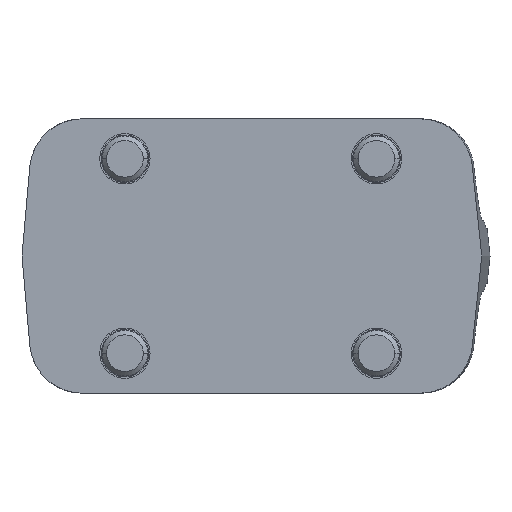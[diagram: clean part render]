
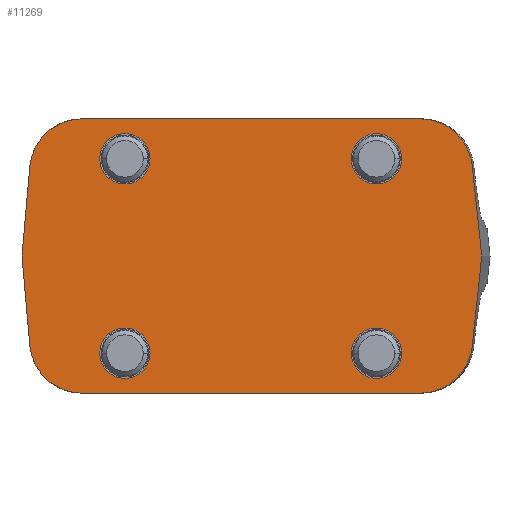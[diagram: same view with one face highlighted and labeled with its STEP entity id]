
A CAD part, left-side view. The second image highlights one B-rep face of the part: STEP entity #11269.
In plain terms, the highlighted planar face has unit normal (-1, 0, 0).
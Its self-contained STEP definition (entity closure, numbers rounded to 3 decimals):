
#248=CARTESIAN_POINT('',(-69.,94.675,37.));
#249=DIRECTION('',(-1.,0.,0.));
#250=DIRECTION('',(0.,0.,1.));
#251=AXIS2_PLACEMENT_3D('',#248,#249,#250);
#253=CARTESIAN_POINT('',(-69.,-52.963,60.));
#254=CARTESIAN_POINT('',(-69.,-54.69,60.));
#255=CARTESIAN_POINT('',(-69.,-57.809,59.628));
#256=CARTESIAN_POINT('',(-69.,-63.184,57.925));
#257=CARTESIAN_POINT('',(-69.,-68.648,54.402));
#258=CARTESIAN_POINT('',(-69.,-72.73,49.345));
#259=CARTESIAN_POINT('',(-69.,-74.99,44.183));
#260=CARTESIAN_POINT('',(-69.,-75.688,41.122));
#261=CARTESIAN_POINT('',(-69.,-75.869,39.404));
#263=CARTESIAN_POINT('',(-69.,-52.963,-60.));
#264=CARTESIAN_POINT('',(-69.,-54.69,-60.));
#265=CARTESIAN_POINT('',(-69.,-57.809,-59.628));
#266=CARTESIAN_POINT('',(-69.,-63.184,-57.925));
#267=CARTESIAN_POINT('',(-69.,-68.648,-54.402));
#268=CARTESIAN_POINT('',(-69.,-72.73,-49.345));
#269=CARTESIAN_POINT('',(-69.,-74.99,-44.183));
#270=CARTESIAN_POINT('',(-69.,-75.688,-41.122));
#271=CARTESIAN_POINT('',(-69.,-75.869,-39.404));
#273=CARTESIAN_POINT('',(-69.,94.675,-37.));
#274=DIRECTION('',(1.,0.,0.));
#275=DIRECTION('',(0.,0.,-1.));
#276=AXIS2_PLACEMENT_3D('',#273,#274,#275);
#278=CARTESIAN_POINT('',(-69.,-34.,42.5));
#279=DIRECTION('',(1.,0.,0.));
#280=DIRECTION('',(0.,-1.,0.));
#281=AXIS2_PLACEMENT_3D('',#278,#279,#280);
#283=CARTESIAN_POINT('',(-69.,-34.,42.5));
#284=DIRECTION('',(1.,0.,0.));
#285=DIRECTION('',(0.,1.,0.));
#286=AXIS2_PLACEMENT_3D('',#283,#284,#285);
#288=CARTESIAN_POINT('',(-69.,-34.,-42.5));
#289=DIRECTION('',(1.,0.,0.));
#290=DIRECTION('',(0.,-1.,0.));
#291=AXIS2_PLACEMENT_3D('',#288,#289,#290);
#293=CARTESIAN_POINT('',(-69.,-34.,-42.5));
#294=DIRECTION('',(1.,0.,0.));
#295=DIRECTION('',(0.,1.,0.));
#296=AXIS2_PLACEMENT_3D('',#293,#294,#295);
#298=CARTESIAN_POINT('',(-69.,76.,42.5));
#299=DIRECTION('',(1.,0.,0.));
#300=DIRECTION('',(0.,-1.,0.));
#301=AXIS2_PLACEMENT_3D('',#298,#299,#300);
#303=CARTESIAN_POINT('',(-69.,76.,42.5));
#304=DIRECTION('',(1.,0.,0.));
#305=DIRECTION('',(0.,1.,0.));
#306=AXIS2_PLACEMENT_3D('',#303,#304,#305);
#308=CARTESIAN_POINT('',(-69.,76.,-42.5));
#309=DIRECTION('',(1.,0.,0.));
#310=DIRECTION('',(0.,-1.,0.));
#311=AXIS2_PLACEMENT_3D('',#308,#309,#310);
#313=CARTESIAN_POINT('',(-69.,76.,-42.5));
#314=DIRECTION('',(1.,0.,0.));
#315=DIRECTION('',(0.,1.,0.));
#316=AXIS2_PLACEMENT_3D('',#313,#314,#315);
#318=DIRECTION('',(0.,-0.087,0.996));
#319=VECTOR('',#318,39.154);
#320=CARTESIAN_POINT('',(-69.,121.,0.));
#321=LINE('',#320,#319);
#334=DIRECTION('',(0.,-0.087,-0.996));
#335=VECTOR('',#334,39.154);
#336=CARTESIAN_POINT('',(-69.,121.,0.));
#337=LINE('',#336,#335);
#351=DIRECTION('',(0.,1.,0.));
#352=VECTOR('',#351,147.638);
#353=CARTESIAN_POINT('',(-69.,-52.963,-60.));
#354=LINE('',#353,#352);
#368=DIRECTION('',(0.,0.105,-0.995));
#369=VECTOR('',#368,39.622);
#370=CARTESIAN_POINT('',(-69.,-80.016,0.));
#371=LINE('',#370,#369);
#391=DIRECTION('',(0.,0.105,0.995));
#392=VECTOR('',#391,39.622);
#393=CARTESIAN_POINT('',(-69.,-80.016,0.));
#394=LINE('',#393,#392);
#418=DIRECTION('',(0.,1.,0.));
#419=VECTOR('',#418,147.638);
#420=CARTESIAN_POINT('',(-69.,-52.963,60.));
#421=LINE('',#420,#419);
#10668=CARTESIAN_POINT('',(-69.,121.,0.));
#10669=CARTESIAN_POINT('',(-69.,117.588,39.005));
#10670=VERTEX_POINT('',#10668);
#10671=VERTEX_POINT('',#10669);
#10672=CARTESIAN_POINT('',(-69.,117.588,-39.005));
#10673=VERTEX_POINT('',#10672);
#10674=CARTESIAN_POINT('',(-69.,-80.016,0.));
#10675=CARTESIAN_POINT('',(-69.,-75.869,39.404));
#10676=VERTEX_POINT('',#10674);
#10677=VERTEX_POINT('',#10675);
#10678=CARTESIAN_POINT('',(-69.,-75.869,-39.404));
#10679=VERTEX_POINT('',#10678);
#10741=CARTESIAN_POINT('',(-69.,-52.963,60.));
#10742=CARTESIAN_POINT('',(-69.,94.675,60.));
#10743=VERTEX_POINT('',#10741);
#10744=VERTEX_POINT('',#10742);
#10745=CARTESIAN_POINT('',(-69.,-52.963,-60.));
#10746=CARTESIAN_POINT('',(-69.,94.675,-60.));
#10747=VERTEX_POINT('',#10745);
#10748=VERTEX_POINT('',#10746);
#10767=CARTESIAN_POINT('',(-69.,-45.,42.5));
#10768=CARTESIAN_POINT('',(-69.,-23.,42.5));
#10769=VERTEX_POINT('',#10767);
#10770=VERTEX_POINT('',#10768);
#10781=CARTESIAN_POINT('',(-69.,-45.,-42.5));
#10782=CARTESIAN_POINT('',(-69.,-23.,-42.5));
#10783=VERTEX_POINT('',#10781);
#10784=VERTEX_POINT('',#10782);
#10801=CARTESIAN_POINT('',(-69.,65.,42.5));
#10802=CARTESIAN_POINT('',(-69.,87.,42.5));
#10803=VERTEX_POINT('',#10801);
#10804=VERTEX_POINT('',#10802);
#10821=CARTESIAN_POINT('',(-69.,65.,-42.5));
#10822=CARTESIAN_POINT('',(-69.,87.,-42.5));
#10823=VERTEX_POINT('',#10821);
#10824=VERTEX_POINT('',#10822);
#11219=CARTESIAN_POINT('',(-69.,141.475,63.04));
#11220=DIRECTION('',(1.,0.,0.));
#11221=DIRECTION('',(0.,0.,-1.));
#11222=AXIS2_PLACEMENT_3D('',#11219,#11220,#11221);
#11223=PLANE('',#11222);
#11225=ORIENTED_EDGE('',*,*,#11224,.T.);
#11227=ORIENTED_EDGE('',*,*,#11226,.F.);
#11229=ORIENTED_EDGE('',*,*,#11228,.F.);
#11231=ORIENTED_EDGE('',*,*,#11230,.T.);
#11233=ORIENTED_EDGE('',*,*,#11232,.F.);
#11235=ORIENTED_EDGE('',*,*,#11234,.T.);
#11237=ORIENTED_EDGE('',*,*,#11236,.F.);
#11239=ORIENTED_EDGE('',*,*,#11238,.T.);
#11241=ORIENTED_EDGE('',*,*,#11240,.T.);
#11243=ORIENTED_EDGE('',*,*,#11242,.F.);
#11244=EDGE_LOOP('',(#11225,#11227,#11229,#11231,#11233,#11235,#11237,#11239,
#11241,#11243));
#11245=FACE_OUTER_BOUND('',#11244,.F.);
#11247=ORIENTED_EDGE('',*,*,#11246,.F.);
#11249=ORIENTED_EDGE('',*,*,#11248,.F.);
#11250=EDGE_LOOP('',(#11247,#11249));
#11251=FACE_BOUND('',#11250,.F.);
#11253=ORIENTED_EDGE('',*,*,#11252,.F.);
#11255=ORIENTED_EDGE('',*,*,#11254,.F.);
#11256=EDGE_LOOP('',(#11253,#11255));
#11257=FACE_BOUND('',#11256,.F.);
#11259=ORIENTED_EDGE('',*,*,#11258,.F.);
#11260=ORIENTED_EDGE('',*,*,#11209,.F.);
#11261=EDGE_LOOP('',(#11259,#11260));
#11262=FACE_BOUND('',#11261,.F.);
#11264=ORIENTED_EDGE('',*,*,#11263,.F.);
#11266=ORIENTED_EDGE('',*,*,#11265,.F.);
#11267=EDGE_LOOP('',(#11264,#11266));
#11268=FACE_BOUND('',#11267,.F.);
#11269=ADVANCED_FACE('',(#11245,#11251,#11257,#11262,#11268),#11223,.F.);
#252=CIRCLE('',#251,23.);
#262=B_SPLINE_CURVE_WITH_KNOTS('',3,(#253,#254,#255,#256,#257,#258,#259,#260,
#261),.UNSPECIFIED.,.F.,.F.,(4,1,1,1,1,1,4),(0.,0.125,0.25,0.5,0.75,
0.875,1.),.UNSPECIFIED.);
#272=B_SPLINE_CURVE_WITH_KNOTS('',3,(#263,#264,#265,#266,#267,#268,#269,#270,
#271),.UNSPECIFIED.,.F.,.F.,(4,1,1,1,1,1,4),(0.,0.125,0.25,0.5,0.75,
0.875,1.),.UNSPECIFIED.);
#277=CIRCLE('',#276,23.);
#282=CIRCLE('',#281,11.);
#287=CIRCLE('',#286,11.);
#292=CIRCLE('',#291,11.);
#297=CIRCLE('',#296,11.);
#302=CIRCLE('',#301,11.);
#307=CIRCLE('',#306,11.);
#312=CIRCLE('',#311,11.);
#317=CIRCLE('',#316,11.);
#11209=EDGE_CURVE('',#10804,#10803,#307,.T.);
#11224=EDGE_CURVE('',#10670,#10671,#321,.T.);
#11226=EDGE_CURVE('',#10744,#10671,#252,.T.);
#11228=EDGE_CURVE('',#10743,#10744,#421,.T.);
#11230=EDGE_CURVE('',#10743,#10677,#262,.T.);
#11232=EDGE_CURVE('',#10676,#10677,#394,.T.);
#11234=EDGE_CURVE('',#10676,#10679,#371,.T.);
#11236=EDGE_CURVE('',#10747,#10679,#272,.T.);
#11238=EDGE_CURVE('',#10747,#10748,#354,.T.);
#11240=EDGE_CURVE('',#10748,#10673,#277,.T.);
#11242=EDGE_CURVE('',#10670,#10673,#337,.T.);
#11246=EDGE_CURVE('',#10769,#10770,#282,.T.);
#11248=EDGE_CURVE('',#10770,#10769,#287,.T.);
#11252=EDGE_CURVE('',#10783,#10784,#292,.T.);
#11254=EDGE_CURVE('',#10784,#10783,#297,.T.);
#11258=EDGE_CURVE('',#10803,#10804,#302,.T.);
#11263=EDGE_CURVE('',#10823,#10824,#312,.T.);
#11265=EDGE_CURVE('',#10824,#10823,#317,.T.);
